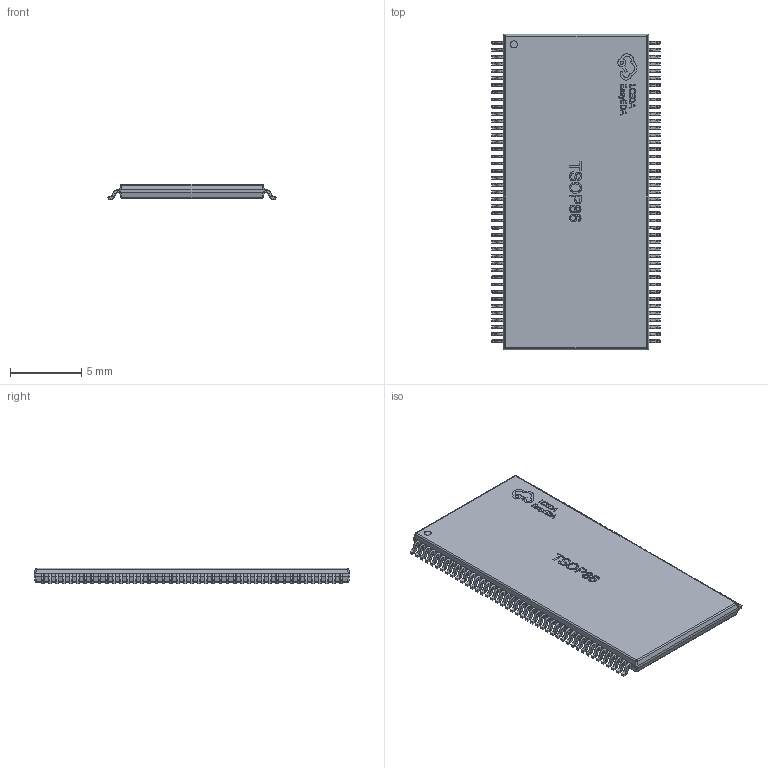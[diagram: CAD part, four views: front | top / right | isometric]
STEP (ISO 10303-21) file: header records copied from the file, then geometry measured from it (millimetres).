
FILE_DESCRIPTION (( 'STEP AP214' ), '1' );
FILE_NAME ('TSOP-86_L22.2-W10.2-H1.0-LS11.8-P0.50.step', '2022-07-26T10:43:17', ( '' ), ( '' ), 'SwSTEP 2.0', 'SolidWorks 2020', '' );
FILE_SCHEMA (( 'AUTOMOTIVE_DESIGN' ));
Length unit declared in the file: millimetre
Products named in the file (1): TSOP-86_L22.2-W10.2-H1.0-LS11.8-P0.50
Bounding box: 11.81 x 22.2 x 1.1 mm (x, y, z)
Volume: 227.3 mm3; surface area: 584.9 mm2
Topology: 100 solids, 100 shells, 4821 faces, 10256 edges, 5482 vertices
Faces by surface type: plane 1774, cylinder 1742, torus 688, sphere 438, bspline 179
Entity records: 181968 total; most frequent: CARTESIAN_POINT 26023, DIRECTION 23140, ORIENTED_EDGE 19824, EDGE_CURVE 9912, AXIS2_PLACEMENT_3D 8971, VERTEX_POINT 5310, VECTOR 5198, LINE 5198
